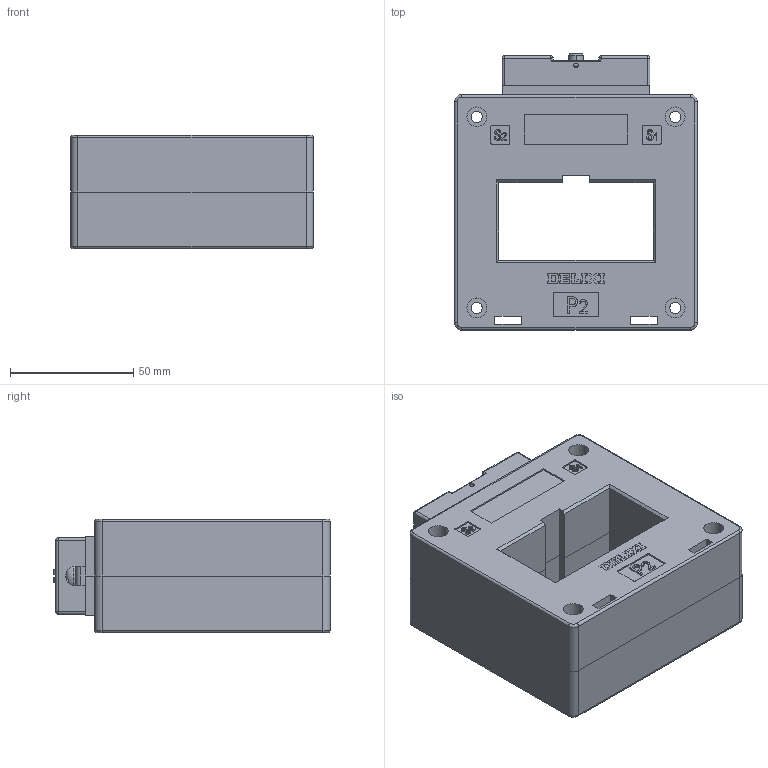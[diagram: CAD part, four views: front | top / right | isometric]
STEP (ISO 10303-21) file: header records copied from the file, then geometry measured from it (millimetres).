
FILE_DESCRIPTION (( 'STEP AP203' ), '1' );
FILE_NAME ('K3 60装配.STEP', '2024-03-14T06:41:54', ( '微软用户' ), ( '微软中国' ), 'SwSTEP 2.0', 'SolidWorks 2019', '' );
FILE_SCHEMA (( 'CONFIG_CONTROL_DESIGN' ));
Length unit declared in the file: millimetre
Products named in the file (10): K3 60蚾饜; 蹟隊; K3 60P2; 裔; 諉盄蹟佪2_ISO 7045 - M5 x 6 - Z --- 6S; K3 60P1; M4蹟譫; 肣И璃5x10; 諉盄啣; 蹟隊郪磁
Assembly tree (12 placements, depth 3):
  K3 60蚾饜
    K3 60P1
    K3 60P2
    蹟隊郪磁
      M4蹟譫
      蹟隊
    肣И璃5x10  x2
    諉盄蹟佪2_ISO 7045 - M5 x 6 - Z --- 6S  x2
    諉盄啣  x2
    裔
Bounding box: 98.5 x 112.05 x 46 mm (x, y, z)
Volume: 102661.3 mm3; surface area: 107944.3 mm2
Topology: 11 solids, 11 shells, 1268 faces, 3329 edges, 2161 vertices
Faces by surface type: plane 833, cylinder 247, bspline 77, cone 57, torus 42, sphere 12
Entity records: 42646 total; most frequent: CARTESIAN_POINT 12441, ORIENTED_EDGE 6206, DIRECTION 5662, EDGE_CURVE 3103, VECTOR 2330, LINE 2330, VERTEX_POINT 2025, AXIS2_PLACEMENT_3D 1666
